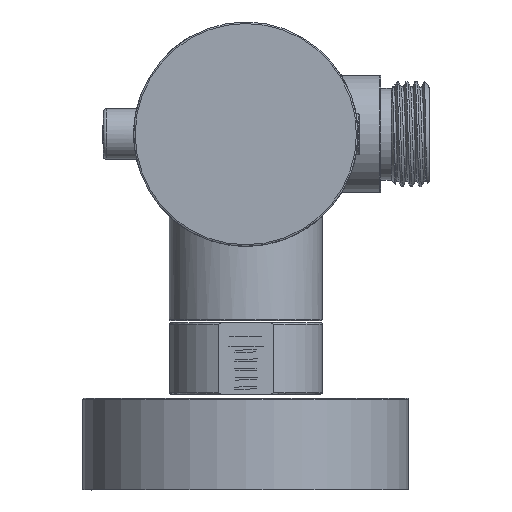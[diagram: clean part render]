
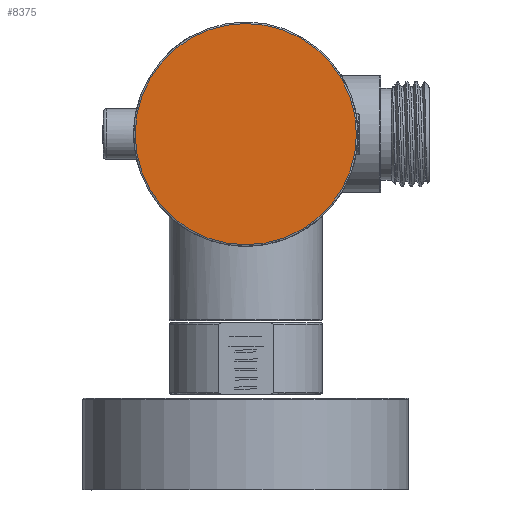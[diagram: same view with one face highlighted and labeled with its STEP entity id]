
A CAD part, left-side view. The second image highlights one B-rep face of the part: STEP entity #8375.
In plain terms, the highlighted face is planar.
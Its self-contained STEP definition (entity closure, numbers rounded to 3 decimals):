
#2143=ORIENTED_EDGE('',*,*,#4391,.T.);
#4391=EDGE_CURVE('',#5560,#5560,#6307,.T.);
#5560=VERTEX_POINT('',#20280);
#6307=CIRCLE('',#12110,21.7);
#6673=EDGE_LOOP('',(#2143));
#7455=FACE_BOUND('',#6673,.T.);
#8105=PLANE('',#12109);
#8375=ADVANCED_FACE('',(#7455),#8105,.T.);
#12109=AXIS2_PLACEMENT_3D('',#20278,#13057,#13058);
#12110=AXIS2_PLACEMENT_3D('',#20279,#13059,#13060);
#13057=DIRECTION('',(0.,0.,1.));
#13058=DIRECTION('',(0.,-1.,0.));
#13059=DIRECTION('',(0.,0.,1.));
#13060=DIRECTION('',(0.,1.,0.));
#20278=CARTESIAN_POINT('',(0.,0.,33.));
#20279=CARTESIAN_POINT('',(0.,0.,33.));
#20280=CARTESIAN_POINT('',(0.,21.7,33.));
